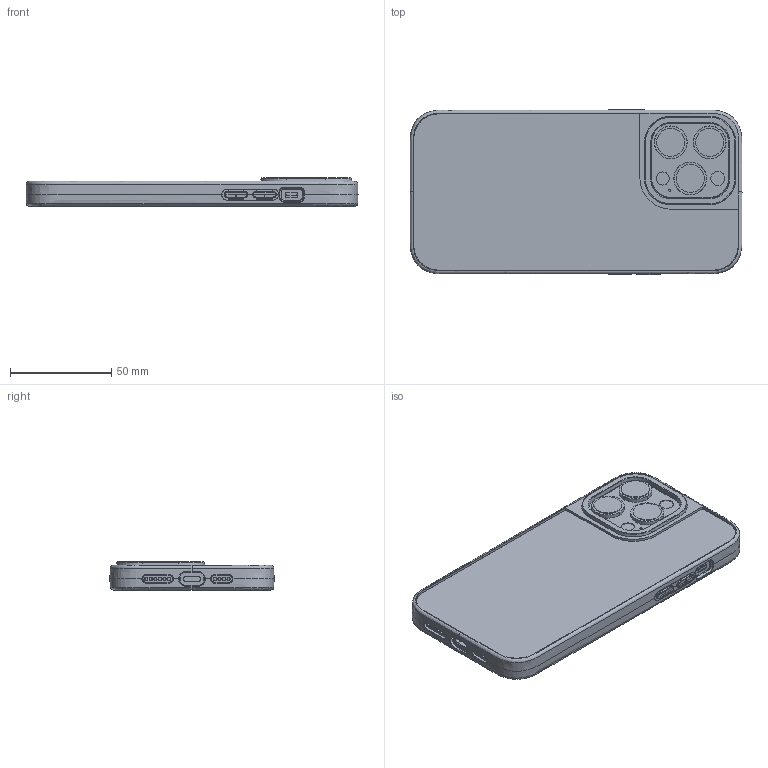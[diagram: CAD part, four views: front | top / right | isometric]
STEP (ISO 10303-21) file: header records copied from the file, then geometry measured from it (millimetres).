
FILE_DESCRIPTION((''),'2;1');
FILE_NAME('14PM_ASM','2025-06-12T',('Administrator'),(''),'PRO/ENGINEER BY PARAMETRIC TECHNOLOGY CORPORATION, 2015240','PRO/ENGINEER BY PARAMETRIC TECHNOLOGY CORPORATION, 2015240','');
FILE_SCHEMA(('AUTOMOTIVE_DESIGN_CC2 { 1 2 10303 214 -1 1 5 2 }'));
Products named in the file (5): IP14-PRO-MAX-1-25_10; IP14-PRO-MAX-PC1_55; IP-14-PRO-MAX-JX; _KEJIANG_IP15-PRO-MAX___15PRO-7; 14PM_ASM
Assembly tree (4 placements, depth 2):
  14PM_ASM
    IP14-PRO-MAX-1-25_10
    IP14-PRO-MAX-PC1_55
    IP-14-PRO-MAX-JX
    _KEJIANG_IP15-PRO-MAX___15PRO-7
Bounding box: 164.1 x 82.02 x 13.86 mm (x, y, z)
Volume: 128379.8 mm3; surface area: 69834 mm2
Topology: 4 solids, 4 shells, 865 faces, 2219 edges, 1409 vertices
Faces by surface type: plane 287, cylinder 230, cone 124, bspline 123, extrusion 54, torus 47
Entity records: 42201 total; most frequent: CARTESIAN_POINT 21639, ORIENTED_EDGE 4436, DIRECTION 3464, EDGE_CURVE 2218, VERTEX_POINT 1409, AXIS2_PLACEMENT_3D 1204, VECTOR 1056, LINE 1002
